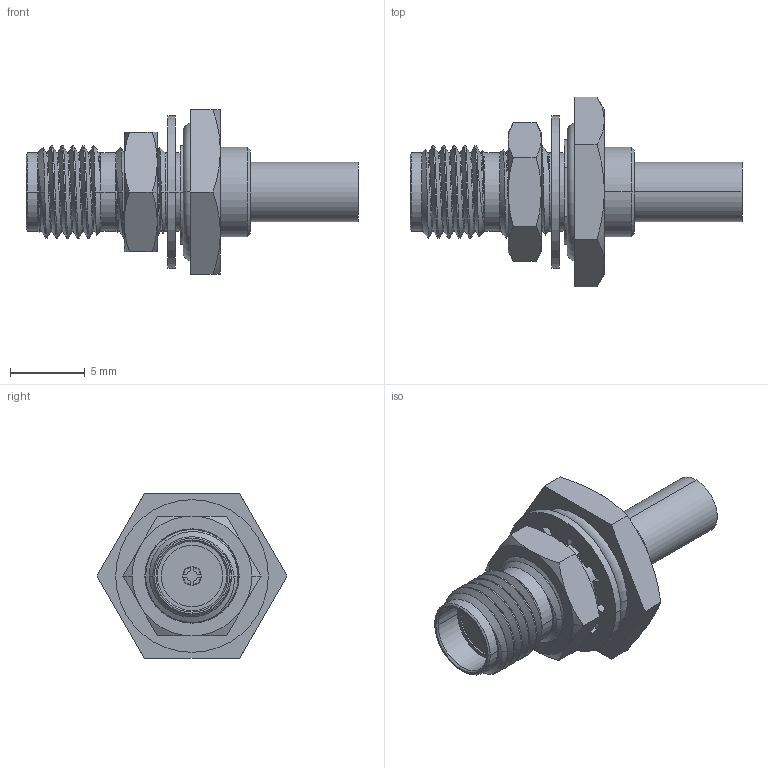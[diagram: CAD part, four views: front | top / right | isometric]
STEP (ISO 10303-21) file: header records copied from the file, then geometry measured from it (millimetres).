
FILE_DESCRIPTION (( 'STEP AP214' ), '1' );
FILE_NAME ('FMCN5356_3D.step', '2025-05-09T16:06:17', ( '' ), ( '' ), 'SwSTEP 2.0', 'SolidWorks 2022', '' );
FILE_SCHEMA (( 'AUTOMOTIVE_DESIGN' ));
Length unit declared in the file: inch
Products named in the file (7): Body^FMCN5356; Hex Nut^FMCN5356; Ferrule^FMCN5356; O-Ring^FMCN5356; Center Pin^FMCN5356; FMCN5356_3D; Washer^FMCN5356
Assembly tree (6 placements, depth 2):
  FMCN5356_3D
    Body^FMCN5356
    O-Ring^FMCN5356
    Washer^FMCN5356
    Hex Nut^FMCN5356
    Ferrule^FMCN5356
    Center Pin^FMCN5356
Bounding box: 22.2 x 12.7 x 11 mm (x, y, z)
Volume: 645.6 mm3; surface area: 1312.4 mm2
Topology: 6 solids, 6 shells, 217 faces, 537 edges, 337 vertices
Faces by surface type: cylinder 79, plane 66, cone 44, sphere 16, bspline 6, torus 6
Entity records: 8635 total; most frequent: CARTESIAN_POINT 3258, DIRECTION 1093, ORIENTED_EDGE 1070, EDGE_CURVE 535, AXIS2_PLACEMENT_3D 443, VERTEX_POINT 337, EDGE_LOOP 234, CIRCLE 223
